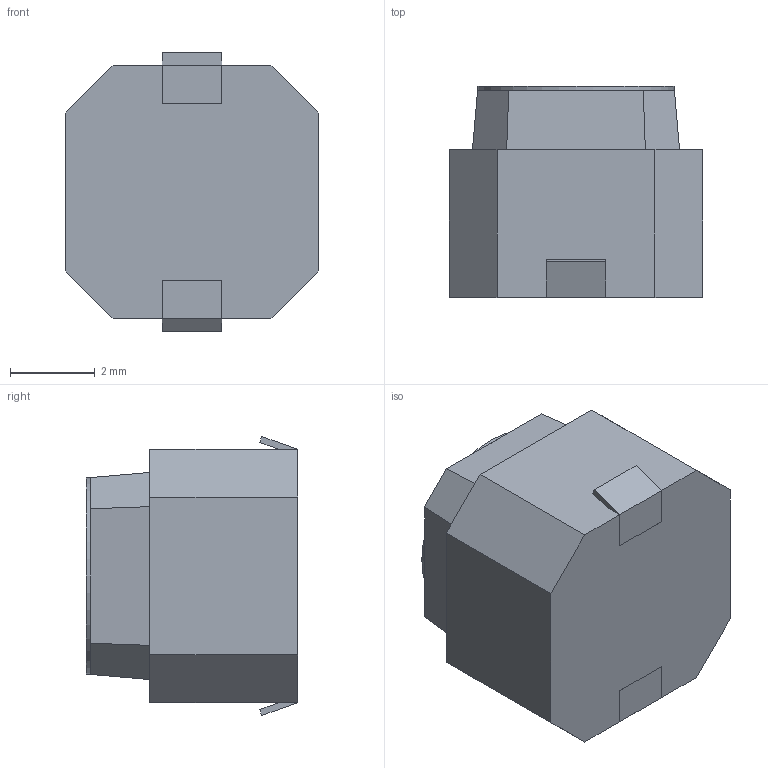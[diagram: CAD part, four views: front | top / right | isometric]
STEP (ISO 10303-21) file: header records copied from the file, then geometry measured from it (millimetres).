
FILE_DESCRIPTION(/* description */ (''),/* implementation_level */ '2;1');
FILE_NAME(/* name */ 'KTD0621.stp',/* time_stamp */ '2025-03-21T07:09:35+03:00',/* author */ ('akap'),/* organization */ (''),/* preprocessor_version */ 'ST-DEVELOPER v18.1',/* originating_system */ 'Autodesk Inventor 2022',/* authorisation */ '');
FILE_SCHEMA (('AUTOMOTIVE_DESIGN { 1 0 10303 214 3 1 1 }'));
Length unit declared in the file: millimetre
Products named in the file (1): Деталь1
Bounding box: 6 x 5 x 6.6 mm (x, y, z)
Volume: 149.3 mm3; surface area: 168.7 mm2
Topology: 1 solids, 1 shells, 41 faces, 99 edges, 62 vertices
Faces by surface type: plane 40, cylinder 1
Full cylindrical faces by diameter (mm): 4.638 x1
Entity records: 1230 total; most frequent: CARTESIAN_POINT 203, ORIENTED_EDGE 198, DIRECTION 185, EDGE_CURVE 99, LINE 97, VECTOR 97, VERTEX_POINT 62, AXIS2_PLACEMENT_3D 44
